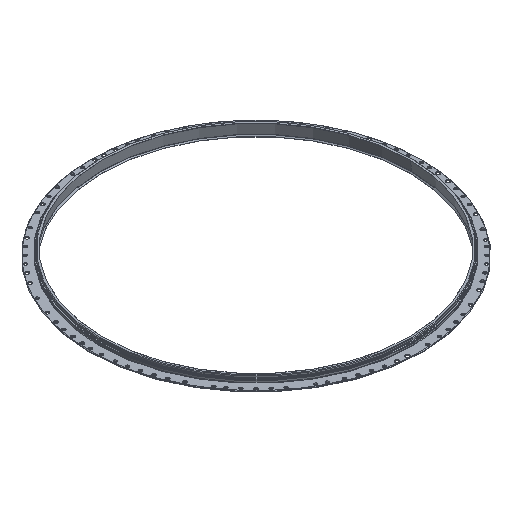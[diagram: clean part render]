
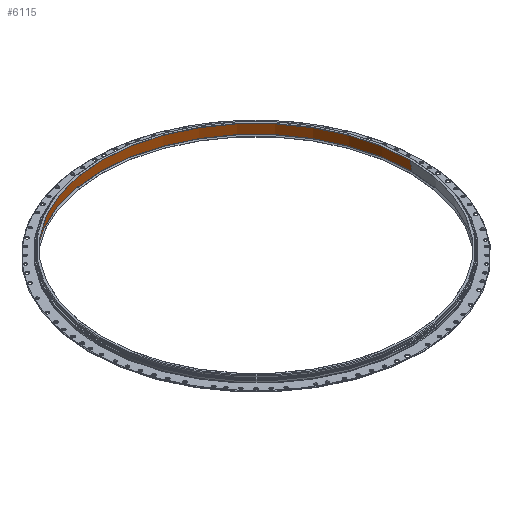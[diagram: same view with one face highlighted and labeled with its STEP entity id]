
A CAD part, isometric view. The second image highlights one B-rep face of the part: STEP entity #6115.
In plain terms, the highlighted conical face has half-angle 4.6 degrees and reference radius 14.016 mm.
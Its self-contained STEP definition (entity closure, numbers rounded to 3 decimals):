
#5985=CARTESIAN_POINT('POINT393',(13.98,0.,
   0.535));
#5986=VERTEX_POINT('VERTEX393',#5985);
#5995=CARTESIAN_POINT('POINT394',(-13.98,
   0.,0.535));
#5996=VERTEX_POINT('VERTEX394',#5995);
#6004=CARTESIAN_POINT('POS524',(0.,0.,0.535)
   );
#6005=DIRECTION('DIR851',(0.,0.,1.));
#6006=DIRECTION('DIR852',(1.,0.,0.));
#6007=AXIS2_PLACEMENT_3D('AXIS328',#6004,#6005,#6006);
#6008=CIRCLE('ELLIPSE217',#6007,13.98);
#6009=EDGE_CURVE('EDGE603',#5986,#5996,#6008,.T.);
#6084=CARTESIAN_POINT('POINT399',(14.052,0.,
   -0.359));
#6085=VERTEX_POINT('VERTEX399',#6084);
#6086=CARTESIAN_POINT('POS532',(14.016,
   0.,0.088));
#6087=DIRECTION('DIR865',(-0.08,0.,
   0.997));
#6088=VECTOR('VEC199',#6087,1.);
#6089=LINE('STRAIGHT199',#6086,#6088);
#6090=EDGE_CURVE('EDGE610',#6085,#5986,#6089,.T.);
#6091=ORIENTED_EDGE('COEDGE1213',*,*,#6090,.T.);
#6092=ORIENTED_EDGE('COEDGE1214',*,*,#6009,.T.);
#6093=CARTESIAN_POINT('POINT400',(-14.052,
   0.,-0.359));
#6094=VERTEX_POINT('VERTEX400',#6093);
#6095=CARTESIAN_POINT('POS533',(-14.016,
   0.,0.088));
#6096=DIRECTION('DIR866',(-0.08,0.,
   -0.997));
#6097=VECTOR('VEC200',#6096,1.);
#6098=LINE('STRAIGHT200',#6095,#6097);
#6099=EDGE_CURVE('EDGE611',#5996,#6094,#6098,.T.);
#6100=ORIENTED_EDGE('COEDGE1215',*,*,#6099,.T.);
#6101=CARTESIAN_POINT('POS534',(0.,0.,-0.359
   ));
#6102=DIRECTION('DIR867',(0.,0.,1.));
#6103=DIRECTION('DIR868',(1.,0.,0.));
#6104=AXIS2_PLACEMENT_3D('AXIS334',#6101,#6102,#6103);
#6105=CIRCLE('ELLIPSE220',#6104,14.052);
#6106=EDGE_CURVE('EDGE612',#6085,#6094,#6105,.T.);
#6107=ORIENTED_EDGE('COEDGE1216',*,*,#6106,.F.);
#6108=EDGE_LOOP('NONE',(#6091,#6092,#6100,#6107));
#6109=FACE_BOUND('LOOP1',#6108,.T.);
#6110=CARTESIAN_POINT('POS535',(0.,0.,0.088)
   );
#6111=DIRECTION('DIR869',(0.,0.,-1.));
#6112=DIRECTION('DIR870',(1.,0.,0.));
#6113=AXIS2_PLACEMENT_3D('AXIS335',#6110,#6111,#6112);
#6114=CONICAL_SURFACE('CONE_SURF100',#6113,14.016,
   0.08);
#6115=ADVANCED_FACE('FACE220',(#6109),#6114,.F.);
